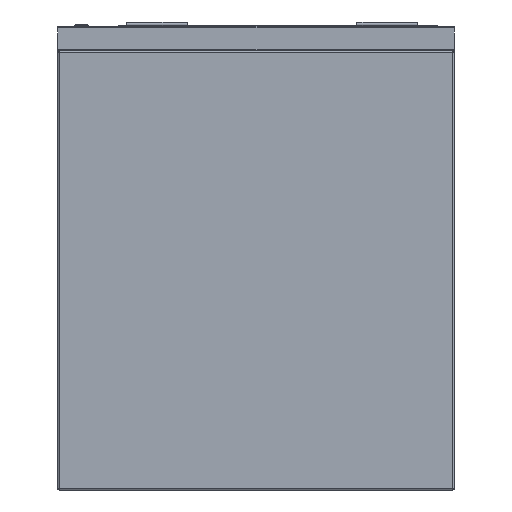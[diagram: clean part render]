
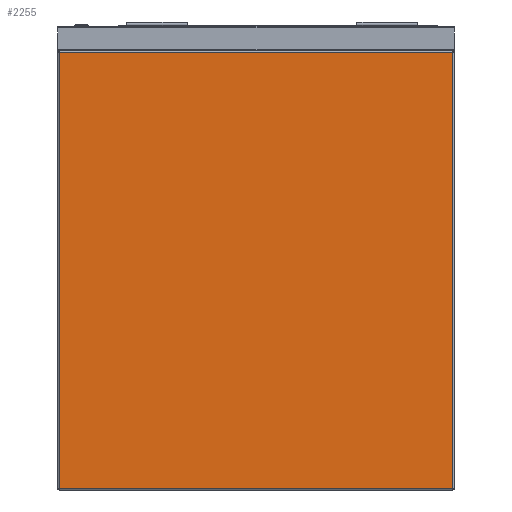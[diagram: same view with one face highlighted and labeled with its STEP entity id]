
A CAD part, left-side view. The second image highlights one B-rep face of the part: STEP entity #2255.
In plain terms, the highlighted planar face has unit normal (-1, 0, 0).
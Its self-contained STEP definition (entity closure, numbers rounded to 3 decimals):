
#361 = ORIENTED_EDGE ( 'NONE', *, *, #8118, .T. ) ;
#391 = CARTESIAN_POINT ( 'NONE',  ( -772.5, -325., -758. ) ) ;
#828 = EDGE_CURVE ( 'NONE', #1092, #14777, #7998, .T. ) ;
#1092 = VERTEX_POINT ( 'NONE', #13520 ) ;
#2255 = ADVANCED_FACE ( 'Fl�che7', ( #12137 ), #16807, .T. ) ;
#2573 = VECTOR ( 'NONE', #3824, 1000. ) ;
#3824 = DIRECTION ( 'NONE',  ( 0., -1., 0. ) ) ;
#5222 = ORIENTED_EDGE ( 'NONE', *, *, #828, .T. ) ;
#5367 = LINE ( 'NONE', #391, #2573 ) ;
#5863 = DIRECTION ( 'NONE',  ( -1., 0., 0. ) ) ;
#6645 = CARTESIAN_POINT ( 'NONE',  ( -772.5, 323., -42. ) ) ;
#7204 = VERTEX_POINT ( 'NONE', #14538 ) ;
#7998 = LINE ( 'NONE', #18839, #9789 ) ;
#8116 = VECTOR ( 'NONE', #9703, 1000. ) ;
#8118 = EDGE_CURVE ( 'NONE', #7204, #1092, #5367, .T. ) ;
#8495 = EDGE_CURVE ( 'NONE', #14777, #10841, #17708, .T. ) ;
#8565 = ORIENTED_EDGE ( 'NONE', *, *, #9139, .T. ) ;
#9029 = CARTESIAN_POINT ( 'NONE',  ( -772.5, -323., -42. ) ) ;
#9139 = EDGE_CURVE ( 'NONE', #10841, #7204, #16640, .T. ) ;
#9703 = DIRECTION ( 'NONE',  ( 0., 1., 0. ) ) ;
#9789 = VECTOR ( 'NONE', #14061, 1000. ) ;
#10560 = CARTESIAN_POINT ( 'NONE',  ( -772.5, 323., -760. ) ) ;
#10841 = VERTEX_POINT ( 'NONE', #6645 ) ;
#12099 = EDGE_LOOP ( 'NONE', ( #5222, #19592, #8565, #361 ) ) ;
#12137 = FACE_OUTER_BOUND ( 'NONE', #12099, .T. ) ;
#12348 = DIRECTION ( 'NONE',  ( 0., -1., 0. ) ) ;
#13520 = CARTESIAN_POINT ( 'NONE',  ( -772.5, -323., -758. ) ) ;
#14061 = DIRECTION ( 'NONE',  ( 0., 0., 1. ) ) ;
#14538 = CARTESIAN_POINT ( 'NONE',  ( -772.5, 323., -758. ) ) ;
#14543 = CARTESIAN_POINT ( 'NONE',  ( -772.5, 325., -42. ) ) ;
#14777 = VERTEX_POINT ( 'NONE', #9029 ) ;
#16640 = LINE ( 'NONE', #10560, #16882 ) ;
#16807 = PLANE ( 'NONE',  #16948 ) ;
#16882 = VECTOR ( 'NONE', #16960, 1000. ) ;
#16948 = AXIS2_PLACEMENT_3D ( 'NONE', #19759, #5863, #12348 ) ;
#16960 = DIRECTION ( 'NONE',  ( 0., 0., -1. ) ) ;
#17708 = LINE ( 'NONE', #14543, #8116 ) ;
#18839 = CARTESIAN_POINT ( 'NONE',  ( -772.5, -323., -760. ) ) ;
#19592 = ORIENTED_EDGE ( 'NONE', *, *, #8495, .T. ) ;
#19759 = CARTESIAN_POINT ( 'NONE',  ( -772.5, -325., -760. ) ) ;
